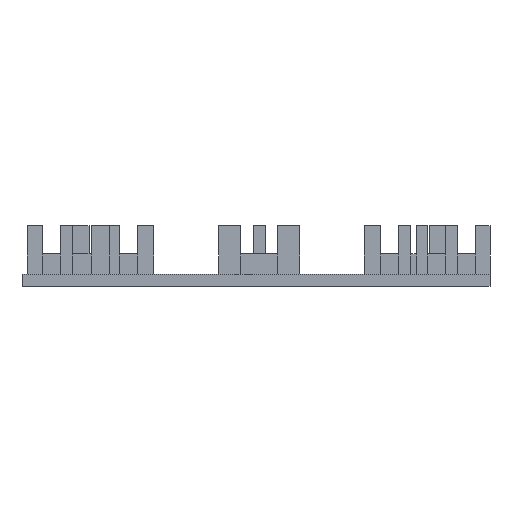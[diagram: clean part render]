
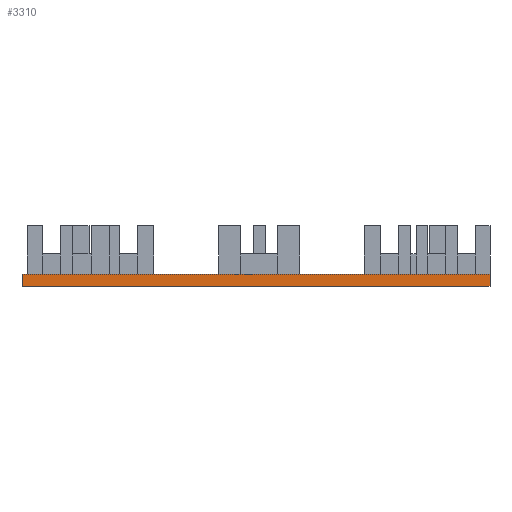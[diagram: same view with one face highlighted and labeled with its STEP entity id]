
A CAD part, front view. The second image highlights one B-rep face of the part: STEP entity #3310.
In plain terms, the highlighted planar face has unit normal (0, -1, 0).
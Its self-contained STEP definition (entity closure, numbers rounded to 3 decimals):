
#96=PLANE('',#3511);
#275=FACE_OUTER_BOUND('',#465,.T.);
#465=EDGE_LOOP('',(#2664,#2665,#2666,#2667));
#593=LINE('',#4505,#1060);
#627=LINE('',#4573,#1094);
#769=LINE('',#4853,#1236);
#770=LINE('',#4854,#1237);
#1060=VECTOR('',#3665,10.);
#1094=VECTOR('',#3705,10.);
#1236=VECTOR('',#3959,10.);
#1237=VECTOR('',#3960,10.);
#1534=VERTEX_POINT('',#4502);
#1535=VERTEX_POINT('',#4504);
#1565=VERTEX_POINT('',#4570);
#1566=VERTEX_POINT('',#4572);
#1846=EDGE_CURVE('',#1535,#1534,#593,.T.);
#1880=EDGE_CURVE('',#1566,#1565,#627,.T.);
#2022=EDGE_CURVE('',#1565,#1535,#769,.T.);
#2023=EDGE_CURVE('',#1534,#1566,#770,.T.);
#2664=ORIENTED_EDGE('',*,*,#1880,.T.);
#2665=ORIENTED_EDGE('',*,*,#2022,.T.);
#2666=ORIENTED_EDGE('',*,*,#1846,.T.);
#2667=ORIENTED_EDGE('',*,*,#2023,.T.);
#3310=ADVANCED_FACE('',(#275),#96,.T.);
#3511=AXIS2_PLACEMENT_3D('',#4852,#3957,#3958);
#3665=DIRECTION('',(1.,0.,0.));
#3705=DIRECTION('',(-1.,0.,0.));
#3957=DIRECTION('center_axis',(0.,-1.,0.));
#3958=DIRECTION('ref_axis',(0.,0.,-1.));
#3959=DIRECTION('',(0.,0.,-1.));
#3960=DIRECTION('',(0.,0.,1.));
#4502=CARTESIAN_POINT('',(244.938,85.,10.));
#4504=CARTESIAN_POINT('',(129.469,85.,10.));
#4505=CARTESIAN_POINT('',(237.469,85.,10.));
#4570=CARTESIAN_POINT('',(129.469,85.,13.));
#4572=CARTESIAN_POINT('',(244.938,85.,13.));
#4573=CARTESIAN_POINT('',(124.,85.,13.));
#4852=CARTESIAN_POINT('Origin',(183.469,85.,12.));
#4853=CARTESIAN_POINT('',(129.469,85.,11.5));
#4854=CARTESIAN_POINT('',(244.938,85.,12.25));
